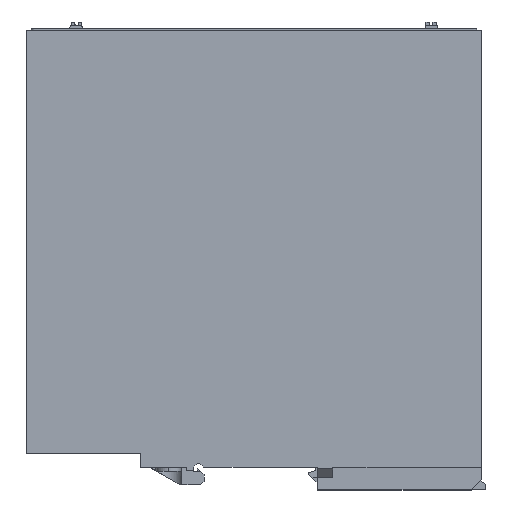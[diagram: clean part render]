
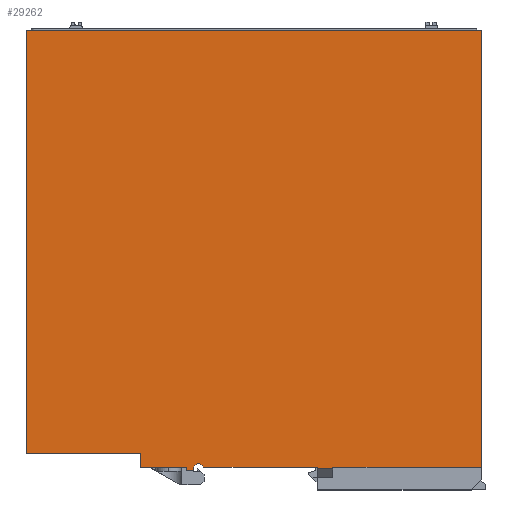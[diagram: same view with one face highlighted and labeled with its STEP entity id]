
A CAD part, left-side view. The second image highlights one B-rep face of the part: STEP entity #29262.
In plain terms, the highlighted planar face has unit normal (-1, 0, 0).
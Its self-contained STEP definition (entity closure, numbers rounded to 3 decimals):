
#22632=AXIS2_PLACEMENT_3D('Circle Axis2P3D',#22630,#22631,$) ;
#29229=AXIS2_PLACEMENT_3D('Plane Axis2P3D',#29226,#29227,#29228) ;
#22601=CARTESIAN_POINT('Vertex',(0.,82.707,7.293)) ;
#22604=CARTESIAN_POINT('Line Origine',(0.,83.104,6.896)) ;
#22608=CARTESIAN_POINT('Vertex',(0.,83.5,6.5)) ;
#22627=CARTESIAN_POINT('Vertex',(0.,81.293,7.293)) ;
#22630=CARTESIAN_POINT('Axis2P3D Location',(0.,82.,6.586)) ;
#22646=CARTESIAN_POINT('Vertex',(0.,43.7,6.5)) ;
#22651=CARTESIAN_POINT('Line Origine',(0.,43.7,6.25)) ;
#22655=CARTESIAN_POINT('Vertex',(0.,43.7,6.)) ;
#22677=CARTESIAN_POINT('Line Origine',(0.,114.85,10.5)) ;
#22681=CARTESIAN_POINT('Vertex',(0.,98.5,10.5)) ;
#22683=CARTESIAN_POINT('Vertex',(0.,131.2,10.5)) ;
#22723=CARTESIAN_POINT('Vertex',(0.,98.5,6.5)) ;
#22726=CARTESIAN_POINT('Line Origine',(0.,98.5,8.5)) ;
#22752=CARTESIAN_POINT('Vertex',(0.,85.5,6.5)) ;
#22755=CARTESIAN_POINT('Line Origine',(0.,92.,6.5)) ;
#22803=CARTESIAN_POINT('Vertex',(0.,85.5,5.5)) ;
#22806=CARTESIAN_POINT('Line Origine',(0.,85.5,6.)) ;
#22822=CARTESIAN_POINT('Vertex',(0.,83.5,5.5)) ;
#22825=CARTESIAN_POINT('Line Origine',(0.,84.5,5.5)) ;
#22837=CARTESIAN_POINT('Line Origine',(0.,83.5,6.)) ;
#22860=CARTESIAN_POINT('Line Origine',(0.,45.85,6.)) ;
#22864=CARTESIAN_POINT('Vertex',(0.,48.,6.)) ;
#22890=CARTESIAN_POINT('Vertex',(0.,80.5,6.5)) ;
#22893=CARTESIAN_POINT('Line Origine',(0.,80.896,6.896)) ;
#22914=CARTESIAN_POINT('Vertex',(0.,48.,6.5)) ;
#22917=CARTESIAN_POINT('Line Origine',(0.,64.25,6.5)) ;
#22946=CARTESIAN_POINT('Line Origine',(0.,48.,6.25)) ;
#23043=CARTESIAN_POINT('Vertex',(0.,1.2,6.5)) ;
#23048=CARTESIAN_POINT('Line Origine',(0.,22.45,6.5)) ;
#28824=CARTESIAN_POINT('Line Origine',(0.,131.2,70.85)) ;
#28828=CARTESIAN_POINT('Vertex',(0.,131.2,131.2)) ;
#29226=CARTESIAN_POINT('Axis2P3D Location',(0.,130.,131.2)) ;
#29231=CARTESIAN_POINT('Line Origine',(0.,1.2,68.85)) ;
#29235=CARTESIAN_POINT('Vertex',(0.,1.2,131.2)) ;
#29238=CARTESIAN_POINT('Line Origine',(0.,66.2,131.2)) ;
#22605=DIRECTION('Vector Direction',(0.,0.707,-0.707)) ;
#22631=DIRECTION('Axis2P3D Direction',(-1.,0.,0.)) ;
#22652=DIRECTION('Vector Direction',(0.,0.,1.)) ;
#22678=DIRECTION('Vector Direction',(0.,1.,0.)) ;
#22727=DIRECTION('Vector Direction',(0.,0.,-1.)) ;
#22756=DIRECTION('Vector Direction',(0.,-1.,0.)) ;
#22807=DIRECTION('Vector Direction',(0.,0.,1.)) ;
#22826=DIRECTION('Vector Direction',(0.,-1.,0.)) ;
#22838=DIRECTION('Vector Direction',(0.,0.,1.)) ;
#22861=DIRECTION('Vector Direction',(0.,-1.,0.)) ;
#22894=DIRECTION('Vector Direction',(0.,0.707,0.707)) ;
#22918=DIRECTION('Vector Direction',(0.,-1.,0.)) ;
#22947=DIRECTION('Vector Direction',(0.,0.,-1.)) ;
#23049=DIRECTION('Vector Direction',(0.,-1.,0.)) ;
#28825=DIRECTION('Vector Direction',(0.,0.,1.)) ;
#29227=DIRECTION('Axis2P3D Direction',(-1.,0.,0.)) ;
#29228=DIRECTION('Axis2P3D XDirection',(0.,1.,0.)) ;
#29232=DIRECTION('Vector Direction',(0.,0.,1.)) ;
#29239=DIRECTION('Vector Direction',(0.,-1.,0.)) ;
#22606=VECTOR('Line Direction',#22605,1.) ;
#22653=VECTOR('Line Direction',#22652,1.) ;
#22679=VECTOR('Line Direction',#22678,1.) ;
#22728=VECTOR('Line Direction',#22727,1.) ;
#22757=VECTOR('Line Direction',#22756,1.) ;
#22808=VECTOR('Line Direction',#22807,1.) ;
#22827=VECTOR('Line Direction',#22826,1.) ;
#22839=VECTOR('Line Direction',#22838,1.) ;
#22862=VECTOR('Line Direction',#22861,1.) ;
#22895=VECTOR('Line Direction',#22894,1.) ;
#22919=VECTOR('Line Direction',#22918,1.) ;
#22948=VECTOR('Line Direction',#22947,1.) ;
#23050=VECTOR('Line Direction',#23049,1.) ;
#28826=VECTOR('Line Direction',#28825,1.) ;
#29233=VECTOR('Line Direction',#29232,1.) ;
#29240=VECTOR('Line Direction',#29239,1.) ;
#29244=ORIENTED_EDGE('',*,*,#22610,.F.) ;
#29245=ORIENTED_EDGE('',*,*,#22634,.F.) ;
#29246=ORIENTED_EDGE('',*,*,#22897,.F.) ;
#29247=ORIENTED_EDGE('',*,*,#22921,.T.) ;
#29248=ORIENTED_EDGE('',*,*,#22950,.T.) ;
#29249=ORIENTED_EDGE('',*,*,#22866,.T.) ;
#29250=ORIENTED_EDGE('',*,*,#22657,.T.) ;
#29251=ORIENTED_EDGE('',*,*,#23052,.T.) ;
#29252=ORIENTED_EDGE('',*,*,#29237,.T.) ;
#29253=ORIENTED_EDGE('',*,*,#29242,.F.) ;
#29254=ORIENTED_EDGE('',*,*,#28830,.F.) ;
#29255=ORIENTED_EDGE('',*,*,#22685,.F.) ;
#29256=ORIENTED_EDGE('',*,*,#22730,.T.) ;
#29257=ORIENTED_EDGE('',*,*,#22759,.T.) ;
#29258=ORIENTED_EDGE('',*,*,#22810,.F.) ;
#29259=ORIENTED_EDGE('',*,*,#22829,.T.) ;
#29260=ORIENTED_EDGE('',*,*,#22841,.T.) ;
#29262=ADVANCED_FACE('Hauptk\X2\00F6\X0\rper',(#29261),#29230,.T.) ;
#22633=CIRCLE('generated circle',#22632,1.) ;
#22610=EDGE_CURVE('',#22602,#22609,#22607,.T.) ;
#22634=EDGE_CURVE('',#22628,#22602,#22633,.T.) ;
#22657=EDGE_CURVE('',#22656,#22647,#22654,.T.) ;
#22685=EDGE_CURVE('',#22682,#22684,#22680,.T.) ;
#22730=EDGE_CURVE('',#22682,#22724,#22729,.T.) ;
#22759=EDGE_CURVE('',#22724,#22753,#22758,.T.) ;
#22810=EDGE_CURVE('',#22804,#22753,#22809,.T.) ;
#22829=EDGE_CURVE('',#22804,#22823,#22828,.T.) ;
#22841=EDGE_CURVE('',#22823,#22609,#22840,.T.) ;
#22866=EDGE_CURVE('',#22865,#22656,#22863,.T.) ;
#22897=EDGE_CURVE('',#22891,#22628,#22896,.T.) ;
#22921=EDGE_CURVE('',#22891,#22915,#22920,.T.) ;
#22950=EDGE_CURVE('',#22915,#22865,#22949,.T.) ;
#23052=EDGE_CURVE('',#22647,#23044,#23051,.T.) ;
#28830=EDGE_CURVE('',#22684,#28829,#28827,.T.) ;
#29237=EDGE_CURVE('',#23044,#29236,#29234,.T.) ;
#29242=EDGE_CURVE('',#28829,#29236,#29241,.T.) ;
#29243=EDGE_LOOP('',(#29244,#29245,#29246,#29247,#29248,#29249,#29250,#29251,#29252,#29253,#29254,#29255,#29256,#29257,#29258,#29259,#29260)) ;
#29261=FACE_OUTER_BOUND('',#29243,.T.) ;
#22607=LINE('Line',#22604,#22606) ;
#22654=LINE('Line',#22651,#22653) ;
#22680=LINE('Line',#22677,#22679) ;
#22729=LINE('Line',#22726,#22728) ;
#22758=LINE('Line',#22755,#22757) ;
#22809=LINE('Line',#22806,#22808) ;
#22828=LINE('Line',#22825,#22827) ;
#22840=LINE('Line',#22837,#22839) ;
#22863=LINE('Line',#22860,#22862) ;
#22896=LINE('Line',#22893,#22895) ;
#22920=LINE('Line',#22917,#22919) ;
#22949=LINE('Line',#22946,#22948) ;
#23051=LINE('Line',#23048,#23050) ;
#28827=LINE('Line',#28824,#28826) ;
#29234=LINE('Line',#29231,#29233) ;
#29241=LINE('Line',#29238,#29240) ;
#29230=PLANE('',#29229) ;
#22602=VERTEX_POINT('',#22601) ;
#22609=VERTEX_POINT('',#22608) ;
#22628=VERTEX_POINT('',#22627) ;
#22647=VERTEX_POINT('',#22646) ;
#22656=VERTEX_POINT('',#22655) ;
#22682=VERTEX_POINT('',#22681) ;
#22684=VERTEX_POINT('',#22683) ;
#22724=VERTEX_POINT('',#22723) ;
#22753=VERTEX_POINT('',#22752) ;
#22804=VERTEX_POINT('',#22803) ;
#22823=VERTEX_POINT('',#22822) ;
#22865=VERTEX_POINT('',#22864) ;
#22891=VERTEX_POINT('',#22890) ;
#22915=VERTEX_POINT('',#22914) ;
#23044=VERTEX_POINT('',#23043) ;
#28829=VERTEX_POINT('',#28828) ;
#29236=VERTEX_POINT('',#29235) ;
